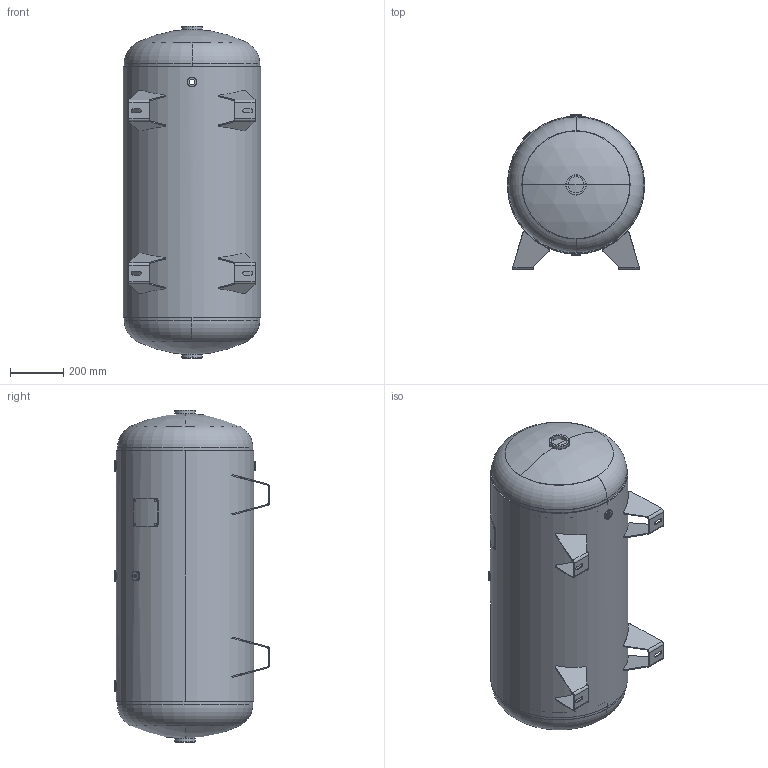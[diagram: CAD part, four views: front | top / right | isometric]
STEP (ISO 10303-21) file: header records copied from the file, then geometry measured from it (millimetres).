
FILE_DESCRIPTION (( 'STEP AP203' ), '1' );
FILE_NAME ('302473 STEP.STEP', '2023-06-01T20:21:14', ( '' ), ( '' ), 'SwSTEP 2.0', 'SolidWorks 2022', '' );
FILE_SCHEMA (( 'CONFIG_CONTROL_DESIGN' ));
Length unit declared in the file: inch
Products named in the file (9): PHOENIX FLAT FLANGE_2000O-RING; PHOENIX FLAT FLANGE_0250P391; A55178; PHOENIX FLAT FLANGE_0750; 302473-SL; HEAD_20X124PLN; PHOENIX FLAT FLANGE_0500P393; 302473 STEP; NP-HOR_20
Assembly tree (15 placements, depth 2):
  302473 STEP
    302473-SL
    HEAD_20X124PLN  x2
    PHOENIX FLAT FLANGE_2000O-RING  x2
    PHOENIX FLAT FLANGE_0750  x3
    PHOENIX FLAT FLANGE_0500P393
    PHOENIX FLAT FLANGE_0250P391
    NP-HOR_20
    A55178  x4
Bounding box: 515.82 x 581.7 x 1245.45 mm (x, y, z)
Volume: 8588271.7 mm3; surface area: 4696553.5 mm2
Topology: 15 solids, 15 shells, 376 faces, 838 edges, 508 vertices
Faces by surface type: cylinder 128, plane 126, torus 92, bspline 22, sphere 8
Entity records: 12017 total; most frequent: CARTESIAN_POINT 6723, DIRECTION 924, ORIENTED_EDGE 816, EDGE_CURVE 408, AXIS2_PLACEMENT_3D 407, VERTEX_POINT 250, CIRCLE 228, EDGE_LOOP 220
